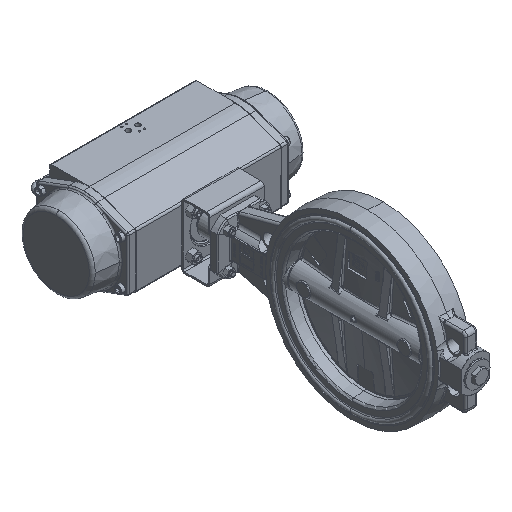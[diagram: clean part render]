
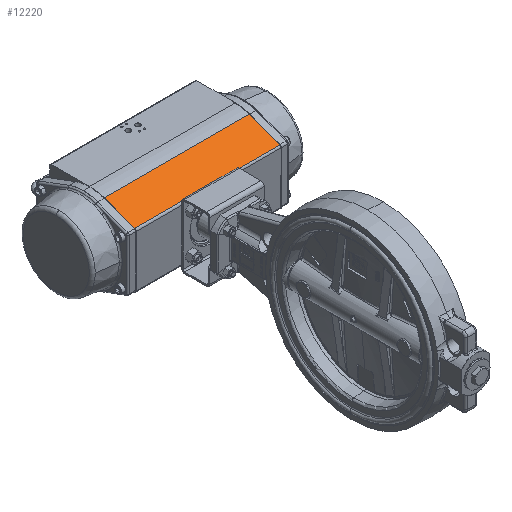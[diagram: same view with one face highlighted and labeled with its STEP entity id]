
A CAD part, isometric view. The second image highlights one B-rep face of the part: STEP entity #12220.
In plain terms, the highlighted planar face has unit normal (0, 0.345, -0.939).
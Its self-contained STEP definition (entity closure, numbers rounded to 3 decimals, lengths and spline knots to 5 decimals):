
#777 = VECTOR ( 'NONE', #42283, 1. ) ;
#3402 = DIRECTION ( 'NONE',  ( -1., 0., 0. ) ) ;
#3895 = VERTEX_POINT ( 'NONE', #9862 ) ;
#4537 = CARTESIAN_POINT ( 'NONE',  ( 0.02872, 0.32633, 0.7137 ) ) ;
#9862 = CARTESIAN_POINT ( 'NONE',  ( -0.33228, 0.40256, 0.74169 ) ) ;
#10227 = CARTESIAN_POINT ( 'NONE',  ( 0.02872, 0.32633, 0.7137 ) ) ;
#11594 = EDGE_CURVE ( 'NONE', #77668, #3895, #14104, .T. ) ;
#12073 = ORIENTED_EDGE ( 'NONE', *, *, #31916, .T. ) ;
#12220 = ADVANCED_FACE ( 'NONE', ( #44700 ), #86180, .T. ) ;
#14104 = LINE ( 'NONE', #28856, #777 ) ;
#17324 = ORIENTED_EDGE ( 'NONE', *, *, #11594, .T. ) ;
#18516 = VECTOR ( 'NONE', #56700, 1. ) ;
#22988 = DIRECTION ( 'NONE',  ( 0., 0.345, -0.939 ) ) ;
#25945 = AXIS2_PLACEMENT_3D ( 'NONE', #29905, #22988, #52071 ) ;
#27599 = LINE ( 'NONE', #84339, #18516 ) ;
#28856 = CARTESIAN_POINT ( 'NONE',  ( -0.33228, 0.32633, 0.7137 ) ) ;
#29905 = CARTESIAN_POINT ( 'NONE',  ( -0.33228, 0.32633, 0.7137 ) ) ;
#31916 = EDGE_CURVE ( 'NONE', #3895, #64054, #27599, .T. ) ;
#42283 = DIRECTION ( 'NONE',  ( 0., 0.939, 0.345 ) ) ;
#44574 = ORIENTED_EDGE ( 'NONE', *, *, #51755, .T. ) ;
#44700 = FACE_OUTER_BOUND ( 'NONE', #55267, .T. ) ;
#50614 = VECTOR ( 'NONE', #58713, 1. ) ;
#51755 = EDGE_CURVE ( 'NONE', #68960, #77668, #59263, .T. ) ;
#51841 = VECTOR ( 'NONE', #3402, 1. ) ;
#52071 = DIRECTION ( 'NONE',  ( 0., 0.939, 0.345 ) ) ;
#55267 = EDGE_LOOP ( 'NONE', ( #17324, #12073, #76939, #44574 ) ) ;
#56700 = DIRECTION ( 'NONE',  ( 1., 0., 0. ) ) ;
#58713 = DIRECTION ( 'NONE',  ( 0., -0.939, -0.345 ) ) ;
#59263 = LINE ( 'NONE', #87814, #51841 ) ;
#64054 = VERTEX_POINT ( 'NONE', #82649 ) ;
#68960 = VERTEX_POINT ( 'NONE', #4537 ) ;
#70470 = EDGE_CURVE ( 'NONE', #64054, #68960, #86802, .T. ) ;
#72393 = CARTESIAN_POINT ( 'NONE',  ( -0.33228, 0.32633, 0.7137 ) ) ;
#76939 = ORIENTED_EDGE ( 'NONE', *, *, #70470, .T. ) ;
#77668 = VERTEX_POINT ( 'NONE', #72393 ) ;
#82649 = CARTESIAN_POINT ( 'NONE',  ( 0.02872, 0.40256, 0.74169 ) ) ;
#84339 = CARTESIAN_POINT ( 'NONE',  ( -0.33228, 0.40256, 0.74169 ) ) ;
#86180 = PLANE ( 'NONE',  #25945 ) ;
#86802 = LINE ( 'NONE', #10227, #50614 ) ;
#87814 = CARTESIAN_POINT ( 'NONE',  ( -0.33228, 0.32633, 0.7137 ) ) ;
